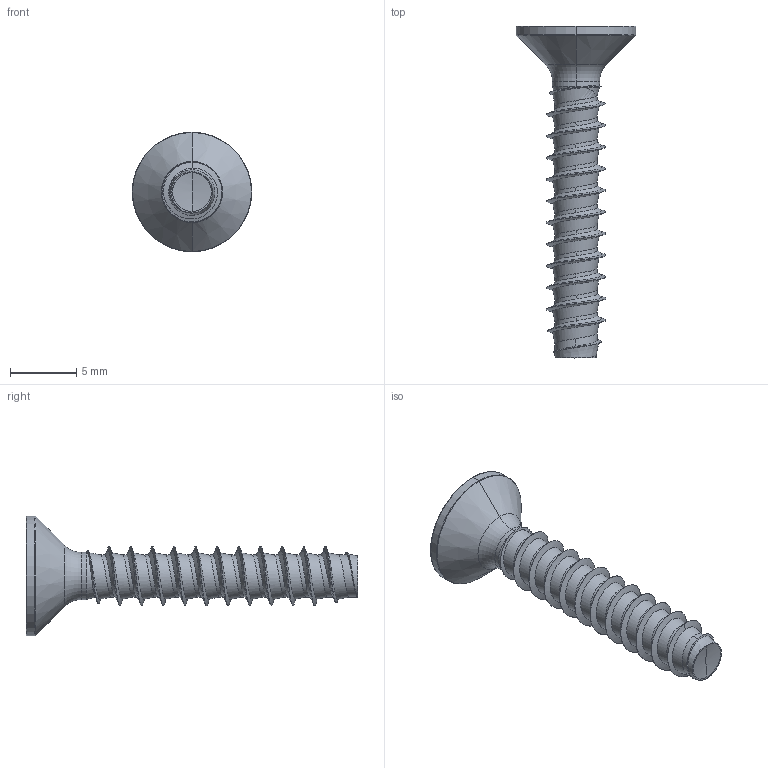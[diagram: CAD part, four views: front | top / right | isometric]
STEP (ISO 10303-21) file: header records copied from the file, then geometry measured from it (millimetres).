
FILE_DESCRIPTION (( 'STEP AP203' ), '1' );
FILE_NAME ('STP410450250.STEP', '2017-08-16T13:59:06', ( '' ), ( '' ), 'SwSTEP 2.0', 'SolidWorks 2015', '' );
FILE_SCHEMA (( 'CONFIG_CONTROL_DESIGN' ));
Length unit declared in the file: millimetre
Products named in the file (1): STP410450250
Bounding box: 9 x 25 x 9 mm (x, y, z)
Volume: 316.7 mm3; surface area: 538.8 mm2
Topology: 1 solids, 1 shells, 106 faces, 265 edges, 161 vertices
Faces by surface type: cylinder 49, bspline 35, cone 12, torus 6, sphere 2, plane 2
Entity records: 22807 total; most frequent: CARTESIAN_POINT 20612, ORIENTED_EDGE 526, DIRECTION 327, EDGE_CURVE 263, VERTEX_POINT 161, AXIS2_PLACEMENT_3D 131, B_SPLINE_CURVE_WITH_KNOTS 114, EDGE_LOOP 108
